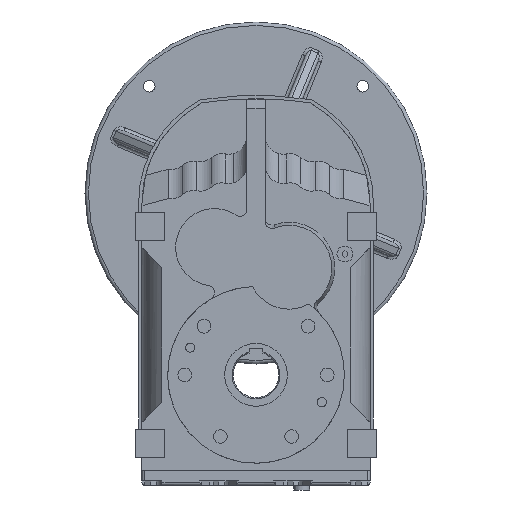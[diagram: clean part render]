
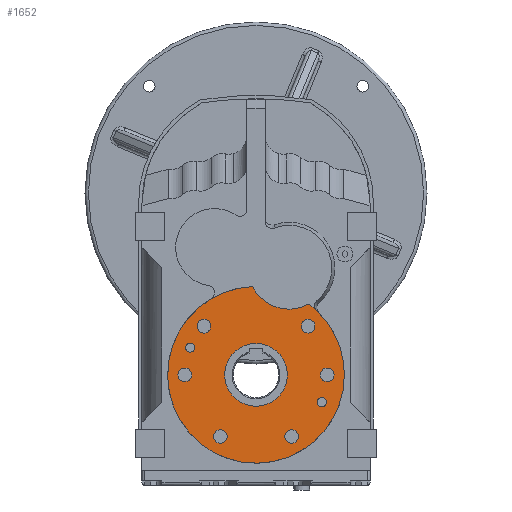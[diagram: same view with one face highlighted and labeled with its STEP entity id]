
A CAD part, left-side view. The second image highlights one B-rep face of the part: STEP entity #1652.
In plain terms, the highlighted planar face has unit normal (-1, 0, 0).
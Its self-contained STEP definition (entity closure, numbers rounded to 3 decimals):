
#1652=ADVANCED_FACE('',(#6965,#6967,#6969,#6971,#6973,#6975,#6977,#6979,#6981,#6983),
#6985,.F.);
#6965=FACE_BOUND('',#6966,.T.);
#6966=EDGE_LOOP('',(#13613,#13614,#13615));
#6967=FACE_BOUND('',#6968,.T.);
#6968=EDGE_LOOP('',(#13616));
#6969=FACE_BOUND('',#6970,.T.);
#6970=EDGE_LOOP('',(#13617));
#6971=FACE_BOUND('',#6972,.T.);
#6972=EDGE_LOOP('',(#13618));
#6973=FACE_BOUND('',#6974,.T.);
#6974=EDGE_LOOP('',(#13619));
#6975=FACE_BOUND('',#6976,.T.);
#6976=EDGE_LOOP('',(#13620));
#6977=FACE_BOUND('',#6978,.T.);
#6978=EDGE_LOOP('',(#13621));
#6979=FACE_BOUND('',#6980,.T.);
#6980=EDGE_LOOP('',(#13622));
#6981=FACE_BOUND('',#6982,.T.);
#6982=EDGE_LOOP('',(#13623));
#6983=FACE_BOUND('',#6984,.T.);
#6984=EDGE_LOOP('',(#13624,#13625));
#6985=PLANE('',#6986);
#6986=AXIS2_PLACEMENT_3D('',#6987,#6988,#6989);
#6987=CARTESIAN_POINT('',(0.,0.,0.));
#6988=DIRECTION('',(1.,0.,0.));
#6989=DIRECTION('',(0.,-0.,-1.));
#13613=ORIENTED_EDGE('',*,*,#16194,.F.);
#13614=ORIENTED_EDGE('',*,*,#15939,.F.);
#13615=ORIENTED_EDGE('',*,*,#16018,.F.);
#13616=ORIENTED_EDGE('',*,*,#15881,.T.);
#13617=ORIENTED_EDGE('',*,*,#15887,.F.);
#13618=ORIENTED_EDGE('',*,*,#15889,.F.);
#13619=ORIENTED_EDGE('',*,*,#15893,.F.);
#13620=ORIENTED_EDGE('',*,*,#15895,.F.);
#13621=ORIENTED_EDGE('',*,*,#15897,.F.);
#13622=ORIENTED_EDGE('',*,*,#15899,.F.);
#13623=ORIENTED_EDGE('',*,*,#15901,.F.);
#13624=ORIENTED_EDGE('',*,*,#15857,.F.);
#13625=ORIENTED_EDGE('',*,*,#15902,.F.);
#15857=EDGE_CURVE('',#17277,#17278,#17279,.F.);
#15881=EDGE_CURVE('',#17325,#17325,#17326,.T.);
#15887=EDGE_CURVE('',#17337,#17337,#17338,.T.);
#15889=EDGE_CURVE('',#17341,#17341,#17342,.T.);
#15893=EDGE_CURVE('',#17349,#17349,#17350,.T.);
#15895=EDGE_CURVE('',#17353,#17353,#17354,.T.);
#15897=EDGE_CURVE('',#17357,#17357,#17358,.T.);
#15899=EDGE_CURVE('',#17361,#17361,#17362,.T.);
#15901=EDGE_CURVE('',#17365,#17365,#17366,.T.);
#15902=EDGE_CURVE('',#17278,#17277,#17367,.T.);
#15939=EDGE_CURVE('',#17434,#17436,#17437,.F.);
#16018=EDGE_CURVE('',#17584,#17434,#17586,.F.);
#16194=EDGE_CURVE('',#17436,#17584,#17862,.F.);
#17277=VERTEX_POINT('',#19651);
#17278=VERTEX_POINT('',#19652);
#17279=CIRCLE('',#19653,6.);
#17325=VERTEX_POINT('',#19916);
#17326=CIRCLE('',#19917,27.5);
#17337=VERTEX_POINT('',#19946);
#17338=CIRCLE('',#19947,4.);
#17341=VERTEX_POINT('',#19956);
#17342=CIRCLE('',#19957,4.);
#17349=VERTEX_POINT('',#19976);
#17350=CIRCLE('',#19977,6.);
#17353=VERTEX_POINT('',#19986);
#17354=CIRCLE('',#19987,6.);
#17357=VERTEX_POINT('',#19996);
#17358=CIRCLE('',#19997,6.);
#17361=VERTEX_POINT('',#20006);
#17362=CIRCLE('',#20007,6.);
#17365=VERTEX_POINT('',#20016);
#17366=CIRCLE('',#20017,6.);
#17367=CIRCLE('',#20021,6.);
#17434=VERTEX_POINT('',#20297);
#17436=VERTEX_POINT('',#20301);
#17437=CIRCLE('',#20302,77.5);
#17584=VERTEX_POINT('',#21193);
#17586=CIRCLE('',#21197,77.5);
#17862=CIRCLE('',#22013,36.);
#19651=CARTESIAN_POINT('',(0.,50.073,46.743));
#19652=CARTESIAN_POINT('',(0.,41.301,38.555));
#19653=AXIS2_PLACEMENT_3D('',#19654,#19655,#19656);
#19654=CARTESIAN_POINT('',(0.,45.71,42.625));
#19655=DIRECTION('',(1.,0.,0.));
#19656=DIRECTION('',(0.,-0.735,-0.678));
#19916=CARTESIAN_POINT('',(0.,-27.5,0.));
#19917=AXIS2_PLACEMENT_3D('',#19918,#19919,#19920);
#19918=CARTESIAN_POINT('',(0.,0.,0.));
#19919=DIRECTION('',(1.,0.,0.));
#19920=DIRECTION('',(0.,-1.,0.));
#19946=CARTESIAN_POINT('',(0.,-61.742,-23.918));
#19947=AXIS2_PLACEMENT_3D('',#19948,#19949,#19950);
#19948=CARTESIAN_POINT('',(0.,-57.742,-23.918));
#19949=DIRECTION('',(-1.,-0.,-0.));
#19950=DIRECTION('',(0.,1.,-0.));
#19956=CARTESIAN_POINT('',(0.,53.742,23.918));
#19957=AXIS2_PLACEMENT_3D('',#19958,#19959,#19960);
#19958=CARTESIAN_POINT('',(0.,57.742,23.918));
#19959=DIRECTION('',(-1.,-0.,-0.));
#19960=DIRECTION('',(0.,1.,-0.));
#19976=CARTESIAN_POINT('',(0.,56.5,0.));
#19977=AXIS2_PLACEMENT_3D('',#19978,#19979,#19980);
#19978=CARTESIAN_POINT('',(0.,62.5,0.));
#19979=DIRECTION('',(-1.,-0.,-0.));
#19980=DIRECTION('',(0.,1.,0.));
#19986=CARTESIAN_POINT('',(0.,25.25,-54.127));
#19987=AXIS2_PLACEMENT_3D('',#19988,#19989,#19990);
#19988=CARTESIAN_POINT('',(0.,31.25,-54.127));
#19989=DIRECTION('',(-1.,-0.,-0.));
#19990=DIRECTION('',(0.,1.,-0.));
#19996=CARTESIAN_POINT('',(0.,-37.25,-54.127));
#19997=AXIS2_PLACEMENT_3D('',#19998,#19999,#20000);
#19998=CARTESIAN_POINT('',(0.,-31.25,-54.127));
#19999=DIRECTION('',(-1.,-0.,-0.));
#20000=DIRECTION('',(0.,1.,-0.));
#20006=CARTESIAN_POINT('',(0.,-68.5,0.));
#20007=AXIS2_PLACEMENT_3D('',#20008,#20009,#20010);
#20008=CARTESIAN_POINT('',(0.,-62.5,0.));
#20009=DIRECTION('',(-1.,-0.,-0.));
#20010=DIRECTION('',(0.,1.,0.));
#20016=CARTESIAN_POINT('',(0.,-51.71,42.625));
#20017=AXIS2_PLACEMENT_3D('',#20018,#20019,#20020);
#20018=CARTESIAN_POINT('',(0.,-45.71,42.625));
#20019=DIRECTION('',(-1.,-0.,-0.));
#20020=DIRECTION('',(0.,1.,-0.));
#20021=AXIS2_PLACEMENT_3D('',#20022,#20023,#20024);
#20022=CARTESIAN_POINT('',(0.,45.665,42.673));
#20023=DIRECTION('',(-1.,-0.,0.));
#20024=DIRECTION('',(0.,-0.727,-0.686));
#20297=CARTESIAN_POINT('',(0.,-77.5,0.));
#20301=CARTESIAN_POINT('',(0.,3.148,77.436));
#20302=AXIS2_PLACEMENT_3D('',#20303,#20304,#20305);
#20303=CARTESIAN_POINT('',(0.,0.,0.));
#20304=DIRECTION('',(-1.,0.,0.));
#20305=DIRECTION('',(0.,0.041,0.999));
#21193=CARTESIAN_POINT('',(0.,-46.395,62.078));
#21197=AXIS2_PLACEMENT_3D('',#21198,#21199,#21200);
#21198=CARTESIAN_POINT('',(0.,0.,0.));
#21199=DIRECTION('',(-1.,-0.,0.));
#21200=DIRECTION('',(0.,-1.,0.));
#22013=AXIS2_PLACEMENT_3D('',#22014,#22015,#22016);
#22014=CARTESIAN_POINT('',(0.,-29.016,93.606));
#22015=DIRECTION('',(1.,0.,0.));
#22016=DIRECTION('',(0.,-0.483,-0.876));
